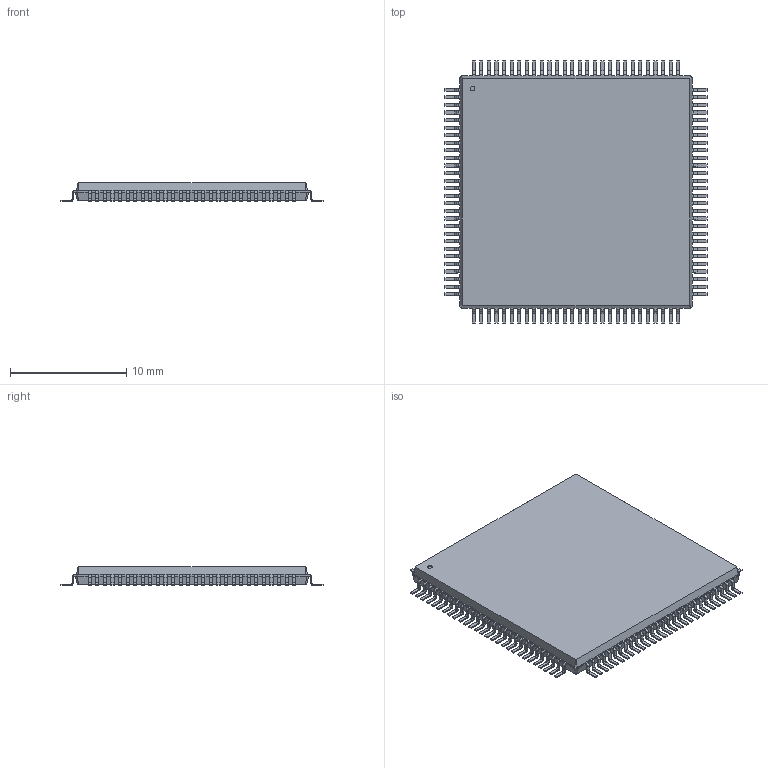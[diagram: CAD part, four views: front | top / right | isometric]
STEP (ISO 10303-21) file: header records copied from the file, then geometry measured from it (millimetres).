
FILE_DESCRIPTION(/* description */ ('model of PQFP-112_20x20mm_P0.65mm'),/* implementation_level */ '2;1');
FILE_NAME(/* name */ 'PQFP-112_20x20mm_P0.65mm.step',/* time_stamp */ '2018-11-04T14:52:27',/* author */ ('kicad StepUp','ksu'),/* organization */ ('FreeCAD'),/* preprocessor_version */ 'OCC',/* originating_system */ 'kicad StepUp',/* authorisation */ '');
FILE_SCHEMA(('AUTOMOTIVE_DESIGN { 1 0 10303 214 1 1 1 1 }'));
Length unit declared in the file: millimetre
Products named in the file (1): PQFP_112_20x20mm_P065mm
Bounding box: 22.5 x 22.5 x 1.6 mm (x, y, z)
Volume: 593.1 mm3; surface area: 1052.2 mm2
Topology: 1 solids, 1 shells, 1716 faces, 4667 edges, 2954 vertices
Faces by surface type: plane 1131, cylinder 449, bspline 136
Full cylindrical faces by diameter (mm): 0.4 x1
Entity records: 34186 total; most frequent: ORIENTED_EDGE 7974, EDGE_CURVE 4667, CARTESIAN_POINT 4077, VERTEX_POINT 2954, LINE 2953, AXIS2_PLACEMENT_3D 2171, FACE_BOUND 1717, EDGE_LOOP 1717
